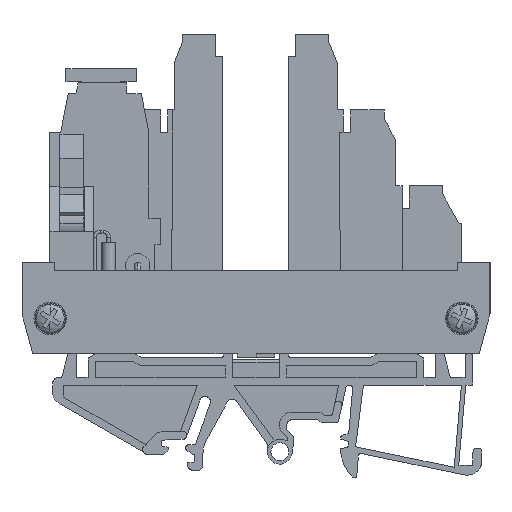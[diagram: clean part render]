
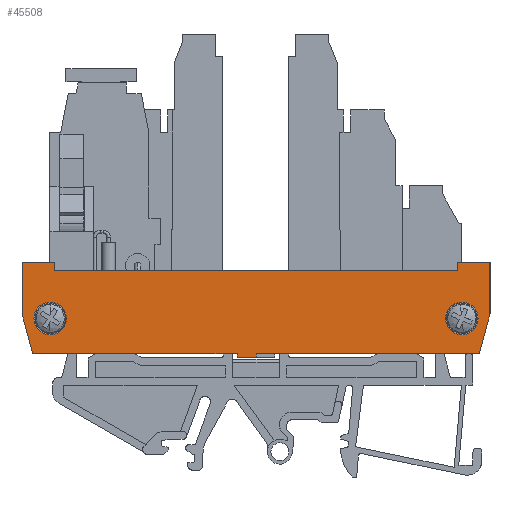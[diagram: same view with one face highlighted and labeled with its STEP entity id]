
A CAD part, left-side view. The second image highlights one B-rep face of the part: STEP entity #45508.
In plain terms, the highlighted planar face has unit normal (-1, 0, 0).
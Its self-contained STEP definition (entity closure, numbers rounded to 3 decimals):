
#23456=AXIS2_PLACEMENT_3D('Circle Axis2P3D',#23454,#23455,$) ;
#23486=AXIS2_PLACEMENT_3D('Circle Axis2P3D',#23484,#23485,$) ;
#23520=AXIS2_PLACEMENT_3D('Circle Axis2P3D',#23518,#23519,$) ;
#23550=AXIS2_PLACEMENT_3D('Circle Axis2P3D',#23548,#23549,$) ;
#45439=AXIS2_PLACEMENT_3D('Plane Axis2P3D',#45436,#45437,#45438) ;
#11798=CARTESIAN_POINT('Line Origine',(0.,0.,35.068)) ;
#11802=CARTESIAN_POINT('Vertex',(0.,0.,39.852)) ;
#11804=CARTESIAN_POINT('Vertex',(0.,0.,30.284)) ;
#12426=CARTESIAN_POINT('Vertex',(0.,43.2,22.952)) ;
#12429=CARTESIAN_POINT('Line Origine',(0.,43.2,22.622)) ;
#12433=CARTESIAN_POINT('Vertex',(0.,43.2,22.292)) ;
#16056=CARTESIAN_POINT('Line Origine',(0.,44.95,22.292)) ;
#16060=CARTESIAN_POINT('Vertex',(0.,46.7,22.292)) ;
#16085=CARTESIAN_POINT('Vertex',(0.,46.7,22.952)) ;
#16088=CARTESIAN_POINT('Line Origine',(0.,46.7,22.622)) ;
#23451=CARTESIAN_POINT('Vertex',(0.,8.2,29.452)) ;
#23454=CARTESIAN_POINT('Axis2P3D Location',(0.,5.2,29.452)) ;
#23458=CARTESIAN_POINT('Vertex',(0.,2.2,29.452)) ;
#23484=CARTESIAN_POINT('Axis2P3D Location',(0.,5.2,29.452)) ;
#23515=CARTESIAN_POINT('Vertex',(0.,84.2,29.452)) ;
#23518=CARTESIAN_POINT('Axis2P3D Location',(0.,81.2,29.452)) ;
#23522=CARTESIAN_POINT('Vertex',(0.,78.2,29.452)) ;
#23548=CARTESIAN_POINT('Axis2P3D Location',(0.,81.2,29.452)) ;
#45288=CARTESIAN_POINT('Vertex',(0.,1.965,22.952)) ;
#45291=CARTESIAN_POINT('Line Origine',(0.,0.982,26.618)) ;
#45309=CARTESIAN_POINT('Line Origine',(0.,85.418,26.618)) ;
#45313=CARTESIAN_POINT('Vertex',(0.,84.435,22.952)) ;
#45315=CARTESIAN_POINT('Vertex',(0.,86.4,30.284)) ;
#45416=CARTESIAN_POINT('Line Origine',(0.,86.4,35.068)) ;
#45420=CARTESIAN_POINT('Vertex',(0.,86.4,39.852)) ;
#45436=CARTESIAN_POINT('Axis2P3D Location',(0.,0.9,30.403)) ;
#45441=CARTESIAN_POINT('Line Origine',(0.,3.,39.852)) ;
#45445=CARTESIAN_POINT('Vertex',(0.,6.,39.852)) ;
#45448=CARTESIAN_POINT('Line Origine',(0.,6.,39.052)) ;
#45452=CARTESIAN_POINT('Vertex',(0.,6.,38.252)) ;
#45455=CARTESIAN_POINT('Line Origine',(0.,43.2,38.252)) ;
#45459=CARTESIAN_POINT('Vertex',(0.,80.4,38.252)) ;
#45462=CARTESIAN_POINT('Line Origine',(0.,80.4,39.052)) ;
#45466=CARTESIAN_POINT('Vertex',(0.,80.4,39.852)) ;
#45469=CARTESIAN_POINT('Line Origine',(0.,83.4,39.852)) ;
#45474=CARTESIAN_POINT('Line Origine',(0.,65.568,22.952)) ;
#45479=CARTESIAN_POINT('Line Origine',(0.,22.582,22.952)) ;
#11799=DIRECTION('Vector Direction',(0.,0.,-1.)) ;
#12430=DIRECTION('Vector Direction',(0.,0.,-1.)) ;
#16057=DIRECTION('Vector Direction',(0.,1.,0.)) ;
#16089=DIRECTION('Vector Direction',(0.,0.,-1.)) ;
#23455=DIRECTION('Axis2P3D Direction',(-1.,0.,0.)) ;
#23485=DIRECTION('Axis2P3D Direction',(-1.,0.,0.)) ;
#23519=DIRECTION('Axis2P3D Direction',(-1.,0.,0.)) ;
#23549=DIRECTION('Axis2P3D Direction',(-1.,0.,0.)) ;
#45292=DIRECTION('Vector Direction',(0.,0.259,-0.966)) ;
#45310=DIRECTION('Vector Direction',(0.,0.259,0.966)) ;
#45417=DIRECTION('Vector Direction',(0.,0.,1.)) ;
#45437=DIRECTION('Axis2P3D Direction',(1.,0.,-0.)) ;
#45438=DIRECTION('Axis2P3D XDirection',(0.,1.,0.)) ;
#45442=DIRECTION('Vector Direction',(0.,-1.,0.)) ;
#45449=DIRECTION('Vector Direction',(0.,0.,1.)) ;
#45456=DIRECTION('Vector Direction',(0.,-1.,0.)) ;
#45463=DIRECTION('Vector Direction',(0.,0.,-1.)) ;
#45470=DIRECTION('Vector Direction',(0.,-1.,0.)) ;
#45475=DIRECTION('Vector Direction',(0.,1.,0.)) ;
#45480=DIRECTION('Vector Direction',(0.,1.,0.)) ;
#11800=VECTOR('Line Direction',#11799,1.) ;
#12431=VECTOR('Line Direction',#12430,1.) ;
#16058=VECTOR('Line Direction',#16057,1.) ;
#16090=VECTOR('Line Direction',#16089,1.) ;
#45293=VECTOR('Line Direction',#45292,1.) ;
#45311=VECTOR('Line Direction',#45310,1.) ;
#45418=VECTOR('Line Direction',#45417,1.) ;
#45443=VECTOR('Line Direction',#45442,1.) ;
#45450=VECTOR('Line Direction',#45449,1.) ;
#45457=VECTOR('Line Direction',#45456,1.) ;
#45464=VECTOR('Line Direction',#45463,1.) ;
#45471=VECTOR('Line Direction',#45470,1.) ;
#45476=VECTOR('Line Direction',#45475,1.) ;
#45481=VECTOR('Line Direction',#45480,1.) ;
#45485=ORIENTED_EDGE('',*,*,#45295,.F.) ;
#45486=ORIENTED_EDGE('',*,*,#11806,.F.) ;
#45487=ORIENTED_EDGE('',*,*,#45447,.F.) ;
#45488=ORIENTED_EDGE('',*,*,#45454,.F.) ;
#45489=ORIENTED_EDGE('',*,*,#45461,.F.) ;
#45490=ORIENTED_EDGE('',*,*,#45468,.F.) ;
#45491=ORIENTED_EDGE('',*,*,#45473,.F.) ;
#45492=ORIENTED_EDGE('',*,*,#45422,.F.) ;
#45493=ORIENTED_EDGE('',*,*,#45317,.F.) ;
#45494=ORIENTED_EDGE('',*,*,#45478,.F.) ;
#45495=ORIENTED_EDGE('',*,*,#16092,.T.) ;
#45496=ORIENTED_EDGE('',*,*,#16062,.F.) ;
#45497=ORIENTED_EDGE('',*,*,#12435,.F.) ;
#45498=ORIENTED_EDGE('',*,*,#45483,.F.) ;
#45501=ORIENTED_EDGE('',*,*,#23488,.F.) ;
#45502=ORIENTED_EDGE('',*,*,#23460,.F.) ;
#45505=ORIENTED_EDGE('',*,*,#23552,.F.) ;
#45506=ORIENTED_EDGE('',*,*,#23524,.F.) ;
#45503=FACE_BOUND('',#45500,.T.) ;
#45507=FACE_BOUND('',#45504,.T.) ;
#45508=ADVANCED_FACE('NONE',(#45499,#45503,#45507),#45440,.F.) ;
#23457=CIRCLE('generated circle',#23456,3.) ;
#23487=CIRCLE('generated circle',#23486,3.) ;
#23521=CIRCLE('generated circle',#23520,3.) ;
#23551=CIRCLE('generated circle',#23550,3.) ;
#11806=EDGE_CURVE('',#11803,#11805,#11801,.T.) ;
#12435=EDGE_CURVE('',#12427,#12434,#12432,.T.) ;
#16062=EDGE_CURVE('',#12434,#16061,#16059,.T.) ;
#16092=EDGE_CURVE('',#16086,#16061,#16091,.T.) ;
#23460=EDGE_CURVE('',#23452,#23459,#23457,.T.) ;
#23488=EDGE_CURVE('',#23459,#23452,#23487,.T.) ;
#23524=EDGE_CURVE('',#23516,#23523,#23521,.T.) ;
#23552=EDGE_CURVE('',#23523,#23516,#23551,.T.) ;
#45295=EDGE_CURVE('',#11805,#45289,#45294,.T.) ;
#45317=EDGE_CURVE('',#45314,#45316,#45312,.T.) ;
#45422=EDGE_CURVE('',#45316,#45421,#45419,.T.) ;
#45447=EDGE_CURVE('',#45446,#11803,#45444,.T.) ;
#45454=EDGE_CURVE('',#45453,#45446,#45451,.T.) ;
#45461=EDGE_CURVE('',#45460,#45453,#45458,.T.) ;
#45468=EDGE_CURVE('',#45467,#45460,#45465,.T.) ;
#45473=EDGE_CURVE('',#45421,#45467,#45472,.T.) ;
#45478=EDGE_CURVE('',#16086,#45314,#45477,.T.) ;
#45483=EDGE_CURVE('',#45289,#12427,#45482,.T.) ;
#45484=EDGE_LOOP('',(#45485,#45486,#45487,#45488,#45489,#45490,#45491,#45492,#45493,#45494,#45495,#45496,#45497,#45498)) ;
#45500=EDGE_LOOP('',(#45501,#45502)) ;
#45504=EDGE_LOOP('',(#45505,#45506)) ;
#45499=FACE_OUTER_BOUND('',#45484,.T.) ;
#11801=LINE('Line',#11798,#11800) ;
#12432=LINE('Line',#12429,#12431) ;
#16059=LINE('Line',#16056,#16058) ;
#16091=LINE('Line',#16088,#16090) ;
#45294=LINE('Line',#45291,#45293) ;
#45312=LINE('Line',#45309,#45311) ;
#45419=LINE('Line',#45416,#45418) ;
#45444=LINE('Line',#45441,#45443) ;
#45451=LINE('Line',#45448,#45450) ;
#45458=LINE('Line',#45455,#45457) ;
#45465=LINE('Line',#45462,#45464) ;
#45472=LINE('Line',#45469,#45471) ;
#45477=LINE('Line',#45474,#45476) ;
#45482=LINE('Line',#45479,#45481) ;
#45440=PLANE('',#45439) ;
#11803=VERTEX_POINT('',#11802) ;
#11805=VERTEX_POINT('',#11804) ;
#12427=VERTEX_POINT('',#12426) ;
#12434=VERTEX_POINT('',#12433) ;
#16061=VERTEX_POINT('',#16060) ;
#16086=VERTEX_POINT('',#16085) ;
#23452=VERTEX_POINT('',#23451) ;
#23459=VERTEX_POINT('',#23458) ;
#23516=VERTEX_POINT('',#23515) ;
#23523=VERTEX_POINT('',#23522) ;
#45289=VERTEX_POINT('',#45288) ;
#45314=VERTEX_POINT('',#45313) ;
#45316=VERTEX_POINT('',#45315) ;
#45421=VERTEX_POINT('',#45420) ;
#45446=VERTEX_POINT('',#45445) ;
#45453=VERTEX_POINT('',#45452) ;
#45460=VERTEX_POINT('',#45459) ;
#45467=VERTEX_POINT('',#45466) ;
